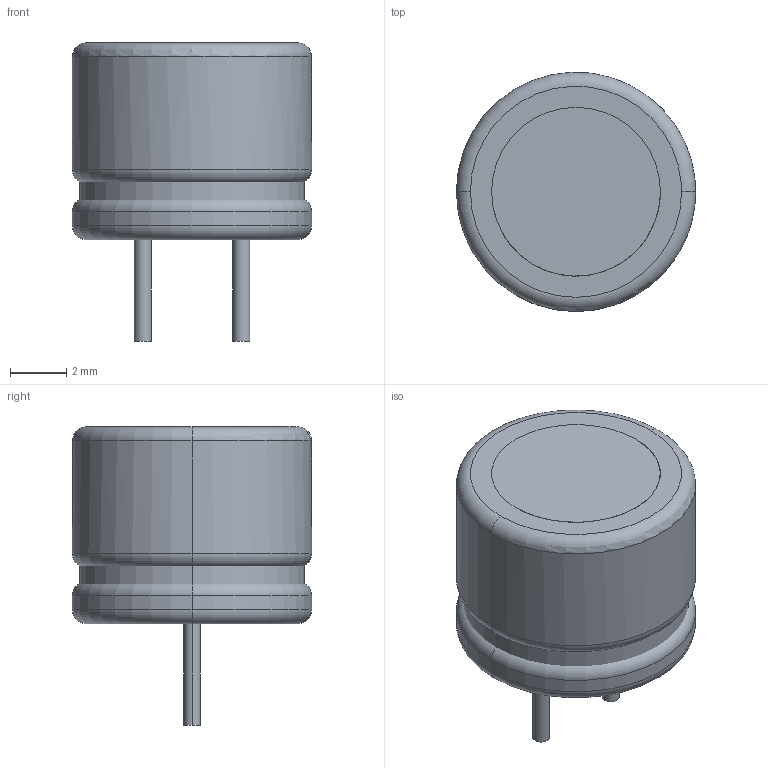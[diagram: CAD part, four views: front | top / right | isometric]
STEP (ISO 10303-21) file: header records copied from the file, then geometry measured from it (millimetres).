
FILE_DESCRIPTION((''),'2;1');
FILE_NAME('CAPPR350-850X700.stp','2011-03-07T15:16:16',(''),(''),'Mechanical Desktop 2011','Mechanical Desktop 2011',', , ');
FILE_SCHEMA(('AUTOMOTIVE_DESIGN { 1 2 10303 214 1 1 1 1 }'));
Length unit declared in the file: millimetre
Products named in the file (1): Product
Bounding box: 8.5 x 8.5 x 10.6 mm (x, y, z)
Volume: 465.8 mm3; surface area: 612.6 mm2
Topology: 7 solids, 7 shells, 46 faces, 87 edges, 56 vertices
Faces by surface type: plane 21, cylinder 17, torus 8
Entity records: 1233 total; most frequent: DIRECTION 238, CARTESIAN_POINT 190, ORIENTED_EDGE 174, AXIS2_PLACEMENT_3D 104, EDGE_CURVE 87, CIRCLE 57, VERTEX_POINT 56, EDGE_LOOP 47
